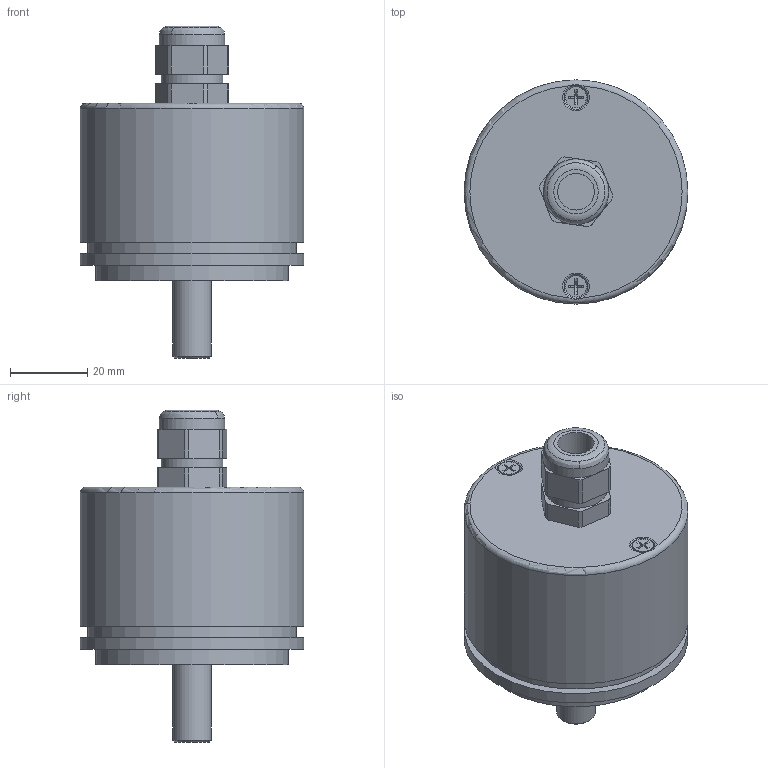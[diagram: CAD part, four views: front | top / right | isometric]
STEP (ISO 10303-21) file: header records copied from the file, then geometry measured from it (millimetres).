
FILE_DESCRIPTION((''),'2;1');
FILE_NAME('58CxxxxK2.stp','2009-09-17T08:28:00',('TP'),(''),'Autodesk Inventor 2008','Autodesk Inventor 2008','');
FILE_SCHEMA(('AUTOMOTIVE_DESIGN { 1 0 10303 214 1 1 1 1 }'));
Length unit declared in the file: millimetre
Products named in the file (1): 58CxxxxK2
Bounding box: 58 x 58 x 86 mm (x, y, z)
Volume: 50963.1 mm3; surface area: 38629.8 mm2
Topology: 1 solids, 3 shells, 309 faces, 705 edges, 423 vertices
Faces by surface type: plane 104, cylinder 76, cone 47, bspline 39, torus 22, sphere 21
Full cylindrical faces by diameter (mm): 0.5 x1, 2.013 x3, 2.459 x2, 3 x4, 3.242 x3, 5.5 x2, 9.2 x1, 9.5 x1, 10 x3, 12.7 x1, 13 x1, 14.8 x6, 15 x1, 15.2 x1, 16 x1, 17 x1, 18 x1, 21.4 x4, 22.6 x8, 23 x1, 25.85 x1, 50 x1, 53.5 x1, 54 x1, 56 x2, 56.05 x1, 58 x2
Entity records: 13543 total; most frequent: CARTESIAN_POINT 7307, DIRECTION 1344, ORIENTED_EDGE 1006, AXIS2_PLACEMENT_3D 597, EDGE_CURVE 503, EDGE_LOOP 487, VERTEX_POINT 360, CIRCLE 335
